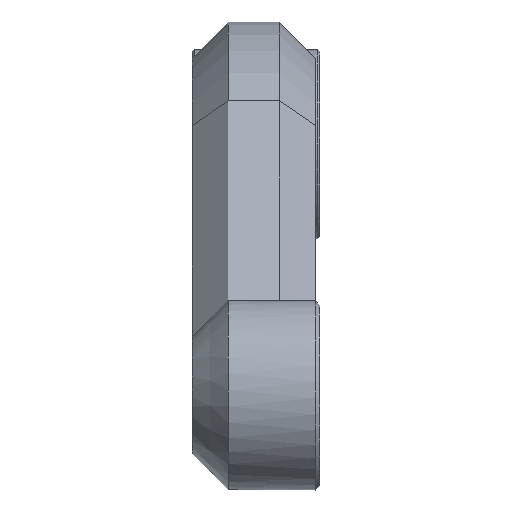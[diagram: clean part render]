
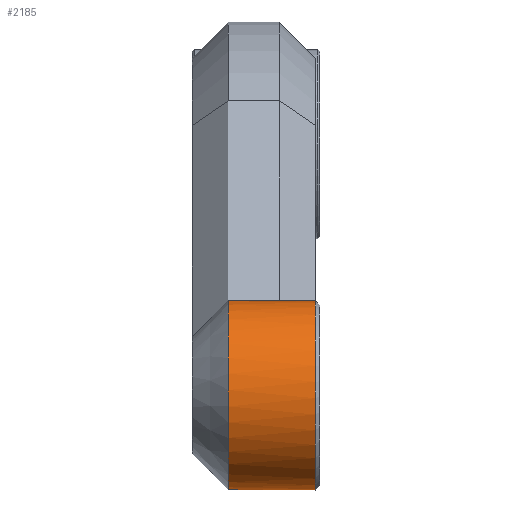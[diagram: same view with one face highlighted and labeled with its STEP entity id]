
A CAD part, left-side view. The second image highlights one B-rep face of the part: STEP entity #2185.
In plain terms, the highlighted cylindrical face has radius 20 mm (diameter 40 mm), a partial arc.
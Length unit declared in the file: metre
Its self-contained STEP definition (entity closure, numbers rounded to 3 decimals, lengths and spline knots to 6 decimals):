
#40=ELLIPSE('',#2361,0.028284,0.02);
#41=ELLIPSE('',#2363,0.028284,0.02);
#42=ELLIPSE('',#2364,0.028284,0.02);
#43=ELLIPSE('',#2366,0.028284,0.02);
#49=CYLINDRICAL_SURFACE('',#2360,0.02);
#105=CIRCLE('',#2362,0.02);
#106=CIRCLE('',#2365,0.02);
#468=ORIENTED_EDGE('',*,*,#1073,.T.);
#469=ORIENTED_EDGE('',*,*,#1074,.T.);
#470=ORIENTED_EDGE('',*,*,#1075,.T.);
#471=ORIENTED_EDGE('',*,*,#1076,.T.);
#472=ORIENTED_EDGE('',*,*,#1077,.T.);
#473=ORIENTED_EDGE('',*,*,#1078,.T.);
#474=ORIENTED_EDGE('',*,*,#1079,.T.);
#475=ORIENTED_EDGE('',*,*,#1080,.T.);
#1073=EDGE_CURVE('',#1376,#1377,#40,.T.);
#1074=EDGE_CURVE('',#1377,#1378,#105,.F.);
#1075=EDGE_CURVE('',#1378,#1379,#41,.T.);
#1076=EDGE_CURVE('',#1379,#1380,#1566,.T.);
#1077=EDGE_CURVE('',#1380,#1381,#42,.T.);
#1078=EDGE_CURVE('',#1381,#1382,#106,.T.);
#1079=EDGE_CURVE('',#1382,#1383,#43,.T.);
#1080=EDGE_CURVE('',#1383,#1376,#1567,.F.);
#1376=VERTEX_POINT('',#3528);
#1377=VERTEX_POINT('',#3529);
#1378=VERTEX_POINT('',#3531);
#1379=VERTEX_POINT('',#3533);
#1380=VERTEX_POINT('',#3535);
#1381=VERTEX_POINT('',#3537);
#1382=VERTEX_POINT('',#3539);
#1383=VERTEX_POINT('',#3541);
#1566=LINE('',#3534,#1703);
#1567=LINE('',#3542,#1704);
#1703=VECTOR('',#2709,1.);
#1704=VECTOR('',#2716,1.);
#1829=EDGE_LOOP('',(#468,#469,#470,#471,#472,#473,#474,#475));
#1987=FACE_BOUND('',#1829,.T.);
#2185=ADVANCED_FACE('',(#1987),#49,.T.);
#2360=AXIS2_PLACEMENT_3D('',#3526,#2701,#2702);
#2361=AXIS2_PLACEMENT_3D('',#3527,#2703,#2704);
#2362=AXIS2_PLACEMENT_3D('',#3530,#2705,#2706);
#2363=AXIS2_PLACEMENT_3D('',#3532,#2707,#2708);
#2364=AXIS2_PLACEMENT_3D('',#3536,#2710,#2711);
#2365=AXIS2_PLACEMENT_3D('',#3538,#2712,#2713);
#2366=AXIS2_PLACEMENT_3D('',#3540,#2714,#2715);
#2701=DIRECTION('',(0.,1.,0.));
#2702=DIRECTION('',(0.,0.,1.));
#2703=DIRECTION('',(0.514,-0.707,-0.486));
#2704=DIRECTION('',(0.514,0.707,-0.486));
#2705=DIRECTION('',(0.,-1.,0.));
#2706=DIRECTION('',(0.,0.,-1.));
#2707=DIRECTION('',(-0.514,-0.707,0.486));
#2708=DIRECTION('',(-0.514,0.707,0.486));
#2709=DIRECTION('',(0.,1.,0.));
#2710=DIRECTION('',(-0.514,0.707,0.486));
#2711=DIRECTION('',(0.514,0.707,-0.486));
#2712=DIRECTION('',(0.,-1.,0.));
#2713=DIRECTION('',(0.,0.,-1.));
#2714=DIRECTION('',(0.514,0.707,-0.486));
#2715=DIRECTION('',(-0.514,0.707,0.486));
#2716=DIRECTION('',(0.,1.,0.));
#3526=CARTESIAN_POINT('',(0.08,-0.013,0.067));
#3527=CARTESIAN_POINT('',(0.08,-0.018385,0.067));
#3528=CARTESIAN_POINT('',(0.099888,-0.005385,0.069116));
#3529=CARTESIAN_POINT('',(0.097144,-0.013,0.077299));
#3530=CARTESIAN_POINT('',(0.08,-0.013,0.067));
#3531=CARTESIAN_POINT('',(0.089317,-0.013,0.084697));
#3532=CARTESIAN_POINT('',(0.08,-0.018385,0.067));
#3533=CARTESIAN_POINT('',(0.080992,-0.005385,0.086975));
#3534=CARTESIAN_POINT('',(0.080992,-0.013,0.086975));
#3535=CARTESIAN_POINT('',(0.080992,0.005385,0.086975));
#3536=CARTESIAN_POINT('',(0.08,0.018385,0.067));
#3537=CARTESIAN_POINT('',(0.080993,0.005385,0.086975));
#3538=CARTESIAN_POINT('',(0.08,0.005385,0.067));
#3539=CARTESIAN_POINT('',(0.099888,0.005385,0.069116));
#3540=CARTESIAN_POINT('',(0.08,0.018385,0.067));
#3541=CARTESIAN_POINT('',(0.099888,0.005385,0.069116));
#3542=CARTESIAN_POINT('',(0.099888,-0.013,0.069116));
